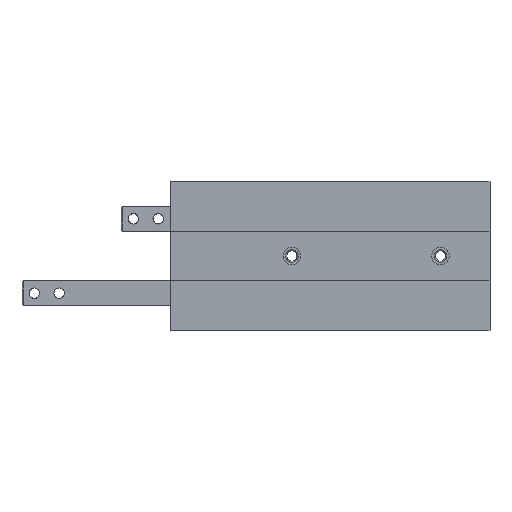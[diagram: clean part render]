
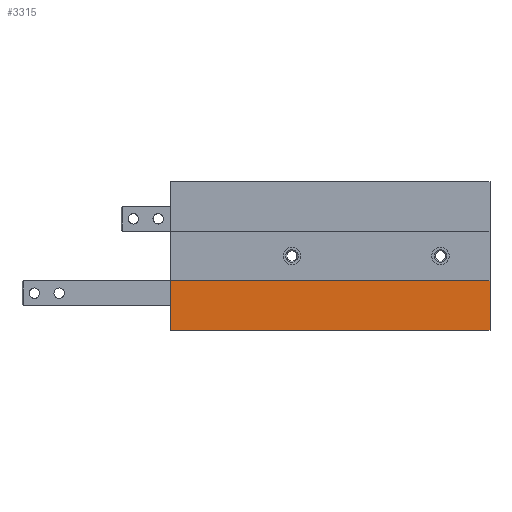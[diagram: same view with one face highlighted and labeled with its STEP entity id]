
A CAD part, left-side view. The second image highlights one B-rep face of the part: STEP entity #3315.
In plain terms, the highlighted face is planar.
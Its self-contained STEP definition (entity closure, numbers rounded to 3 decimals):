
#65=PLANE('',#3611);
#274=LINE('',#5167,#564);
#276=LINE('',#5171,#566);
#277=LINE('',#5173,#567);
#278=LINE('',#5175,#568);
#564=VECTOR('',#4094,1000.);
#566=VECTOR('',#4098,1000.);
#567=VECTOR('',#4099,1000.);
#568=VECTOR('',#4100,1000.);
#1050=ORIENTED_EDGE('',*,*,#1904,.T.);
#1051=ORIENTED_EDGE('',*,*,#1905,.F.);
#1052=ORIENTED_EDGE('',*,*,#1906,.F.);
#1053=ORIENTED_EDGE('',*,*,#1902,.T.);
#1902=EDGE_CURVE('',#2320,#2319,#274,.T.);
#1904=EDGE_CURVE('',#2319,#2321,#276,.T.);
#1905=EDGE_CURVE('',#2322,#2321,#277,.T.);
#1906=EDGE_CURVE('',#2320,#2322,#278,.T.);
#2319=VERTEX_POINT('',#5166);
#2320=VERTEX_POINT('',#5168);
#2321=VERTEX_POINT('',#5172);
#2322=VERTEX_POINT('',#5174);
#2614=EDGE_LOOP('',(#1050,#1051,#1052,#1053));
#2948=FACE_BOUND('',#2614,.T.);
#3315=ADVANCED_FACE('',(#2948),#65,.F.);
#3611=AXIS2_PLACEMENT_3D('',#5170,#4096,#4097);
#4094=DIRECTION('',(0.,-1.,0.));
#4096=DIRECTION('',(0.,0.,1.));
#4097=DIRECTION('',(1.,0.,0.));
#4098=DIRECTION('',(-1.,0.,0.));
#4099=DIRECTION('',(0.,-1.,0.));
#4100=DIRECTION('',(-1.,0.,0.));
#5166=CARTESIAN_POINT('',(30.,0.,-9.3));
#5167=CARTESIAN_POINT('',(30.,129.,-9.3));
#5168=CARTESIAN_POINT('',(30.,129.,-9.3));
#5170=CARTESIAN_POINT('',(30.,129.,-9.3));
#5171=CARTESIAN_POINT('',(30.,0.,-9.3));
#5172=CARTESIAN_POINT('',(10.,0.,-9.3));
#5173=CARTESIAN_POINT('',(10.,129.,-9.3));
#5174=CARTESIAN_POINT('',(10.,129.,-9.3));
#5175=CARTESIAN_POINT('',(30.,129.,-9.3));
